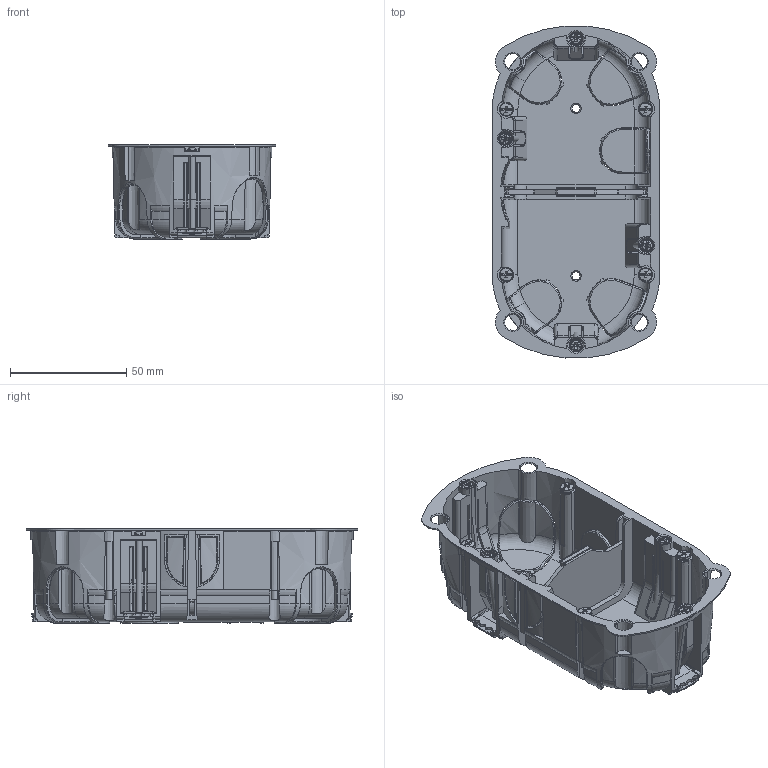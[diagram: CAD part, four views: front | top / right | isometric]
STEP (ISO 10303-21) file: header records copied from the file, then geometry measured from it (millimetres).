
FILE_DESCRIPTION(('CATIA V5 STEP Exchange','CAx-IF Rec.Pracs.--- Model Styling and Organization---1.5--- 2016-08-15','CAx-IF Rec.Pracs.---Supplemental Geometry---1.0---2011-11-01','CAx-IF Rec.Pracs.--- Composite Materials ---1.1---2010-07-15'),'2;1');
FILE_NAME('080102 _AllCATPart.stp','2021-11-16T13:39:13+00:00',('none'),('none'),'CATIA Version 5-6 Release 2020 SP3','CATIA V5 STEP AP214 v2','none');
FILE_SCHEMA(('AUTOMOTIVE_DESIGN { 1 0 10303 214 1 1 1 1 }'));
Products named in the file (1): 080102 _AllCATPart
Bounding box: 72 x 142.61 x 40.7 mm (x, y, z)
Volume: 43377.2 mm3; surface area: 62869.3 mm2
Topology: 14 solids, 14 shells, 8307 faces, 24649 edges, 16377 vertices
Faces by surface type: plane 7272, cone 420, cylinder 330, bspline 145, torus 120, sphere 20
Entity records: 278201 total; most frequent: CARTESIAN_POINT 63128, ORIENTED_EDGE 49258, DIRECTION 37355, EDGE_CURVE 24629, VECTOR 21141, LINE 21141, VERTEX_POINT 16377, AXIS2_PLACEMENT_3D 8680
